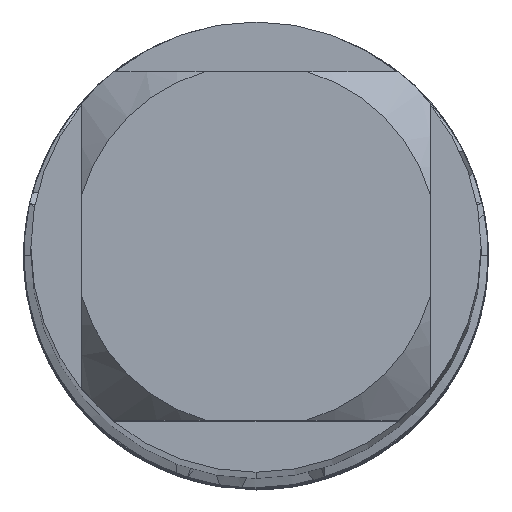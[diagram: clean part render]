
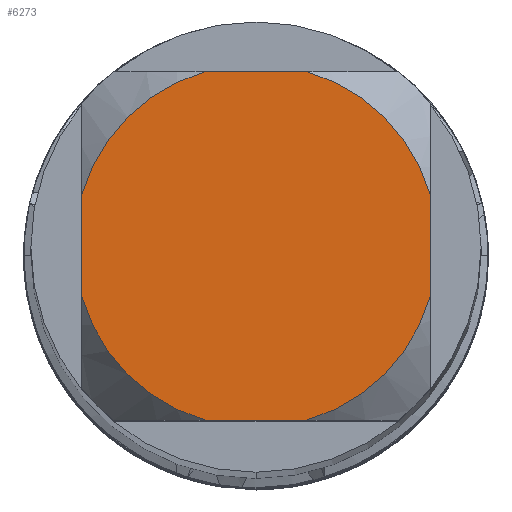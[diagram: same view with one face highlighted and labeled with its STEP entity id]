
A CAD part, top view. The second image highlights one B-rep face of the part: STEP entity #6273.
In plain terms, the highlighted planar face has unit normal (0, 0, 1).
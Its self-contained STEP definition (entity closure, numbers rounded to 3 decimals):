
#3301=VERTEX_POINT('',#9293);
#3323=VERTEX_POINT('',#9318);
#3339=VERTEX_POINT('',#9334);
#3643=EDGE_CURVE('',#3323,#5525,#9662,.T.);
#3773=EDGE_CURVE('',#3991,#8669,#9802,.T.);
#3987=EDGE_CURVE('',#8033,#3339,#10031,.T.);
#3991=VERTEX_POINT('',#10035);
#4237=EDGE_CURVE('',#8033,#7869,#10307,.T.);
#4313=EDGE_CURVE('',#3991,#5525,#10388,.T.);
#5525=VERTEX_POINT('',#11689);
#6273=ADVANCED_FACE('',(#12494),#12495,.T.);
#6675=EDGE_CURVE('',#3301,#3339,#12939,.T.);
#7405=EDGE_CURVE('',#3301,#8669,#13742,.T.);
#7437=EDGE_CURVE('',#3323,#7869,#13776,.T.);
#7869=VERTEX_POINT('',#14253);
#8033=VERTEX_POINT('',#14431);
#8669=VERTEX_POINT('',#15129);
#9293=CARTESIAN_POINT('',(-1.2,0.35,0.0));
#9318=CARTESIAN_POINT('',(1.2,-0.35,0.0));
#9334=CARTESIAN_POINT('',(-1.2,-0.35,0.0));
#9662=LINE('',#21263,#21264);
#9802=LINE('',#22381,#22382);
#10031=CIRCLE('',#23726,1.25);
#10035=CARTESIAN_POINT('',(0.35,1.2,0.0));
#10307=LINE('',#25694,#25695);
#10388=CIRCLE('',#26127,1.25);
#11689=CARTESIAN_POINT('',(1.2,0.35,0.0));
#12494=FACE_OUTER_BOUND('',#38145,.T.);
#12495=PLANE('',#38146);
#12939=LINE('',#41356,#41357);
#13742=CIRCLE('',#47738,1.25);
#13776=CIRCLE('',#47899,1.25);
#14253=CARTESIAN_POINT('',(0.35,-1.2,0.0));
#14431=CARTESIAN_POINT('',(-0.35,-1.2,0.0));
#15129=CARTESIAN_POINT('',(-0.35,1.2,0.0));
#21263=CARTESIAN_POINT('',(1.2,0.313,0.0));
#21264=VECTOR('',#59495,1.0);
#22381=CARTESIAN_POINT('',(0.0,1.2,0.0));
#22382=VECTOR('',#59590,1.0);
#23726=AXIS2_PLACEMENT_3D('',#59759,#59760,#59761);
#25694=CARTESIAN_POINT('',(0.0,-1.2,0.0));
#25695=VECTOR('',#60026,1.0);
#26127=AXIS2_PLACEMENT_3D('',#60089,#60090,#60091);
#38145=EDGE_LOOP('',(#62007,#62008,#62009,#62010,#62011,#62012,#62013,#62014));
#38146=AXIS2_PLACEMENT_3D('',#62015,#62016,#62017);
#41356=CARTESIAN_POINT('',(-1.2,0.313,0.0));
#41357=VECTOR('',#62610,1.0);
#47738=AXIS2_PLACEMENT_3D('',#63378,#63379,#63380);
#47899=AXIS2_PLACEMENT_3D('',#63409,#63410,#63411);
#59495=DIRECTION('',(-0.0,1.0,0.0));
#59590=DIRECTION('',(-1.0,0.0,0.0));
#59759=CARTESIAN_POINT('',(0.0,0.0,0.0));
#59760=DIRECTION('',(0.0,0.0,-1.0));
#59761=DIRECTION('',(0.0,1.0,0.0));
#60026=DIRECTION('',(1.0,0.0,0.0));
#60089=CARTESIAN_POINT('',(0.0,0.0,0.0));
#60090=DIRECTION('',(0.0,0.0,-1.0));
#60091=DIRECTION('',(0.0,1.0,0.0));
#62007=ORIENTED_EDGE('',*,*,#6675,.T.);
#62008=ORIENTED_EDGE('',*,*,#3987,.F.);
#62009=ORIENTED_EDGE('',*,*,#4237,.T.);
#62010=ORIENTED_EDGE('',*,*,#7437,.F.);
#62011=ORIENTED_EDGE('',*,*,#3643,.T.);
#62012=ORIENTED_EDGE('',*,*,#4313,.F.);
#62013=ORIENTED_EDGE('',*,*,#3773,.T.);
#62014=ORIENTED_EDGE('',*,*,#7405,.F.);
#62015=CARTESIAN_POINT('',(0.0,0.625,0.0));
#62016=DIRECTION('',(-0.0,0.0,1.0));
#62017=DIRECTION('',(0.0,-1.0,0.0));
#62610=DIRECTION('',(-0.0,-1.0,0.0));
#63378=CARTESIAN_POINT('',(0.0,0.0,0.0));
#63379=DIRECTION('',(0.0,0.0,-1.0));
#63380=DIRECTION('',(0.0,1.0,0.0));
#63409=CARTESIAN_POINT('',(0.0,0.0,0.0));
#63410=DIRECTION('',(0.0,0.0,-1.0));
#63411=DIRECTION('',(0.0,1.0,0.0));
